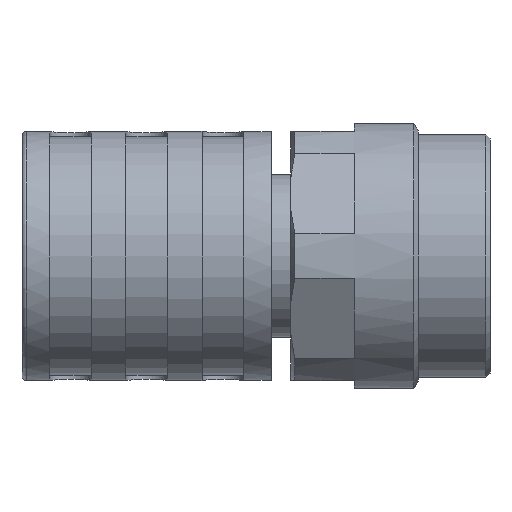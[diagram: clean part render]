
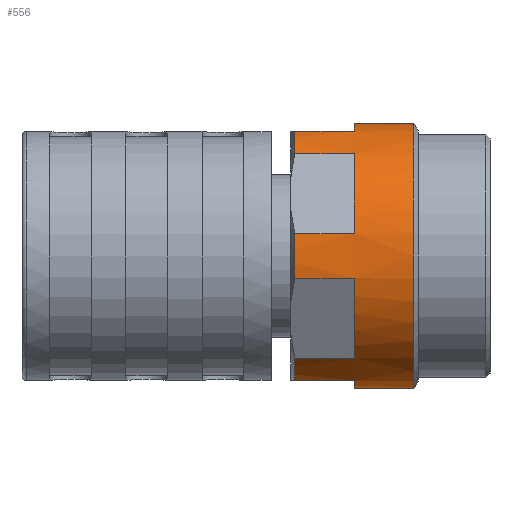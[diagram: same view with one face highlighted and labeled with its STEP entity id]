
A CAD part, front view. The second image highlights one B-rep face of the part: STEP entity #556.
In plain terms, the highlighted cylindrical face has radius 4.8 mm (diameter 9.6 mm), a full revolution.
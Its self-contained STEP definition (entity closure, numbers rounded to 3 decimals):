
#186=LINE('',#2810,#297);
#187=LINE('',#2815,#298);
#188=LINE('',#2819,#299);
#189=LINE('',#2823,#300);
#190=LINE('',#2827,#301);
#191=LINE('',#2831,#302);
#192=LINE('',#2835,#303);
#193=LINE('',#2839,#304);
#194=LINE('',#2843,#305);
#195=LINE('',#2847,#306);
#196=LINE('',#2851,#307);
#197=LINE('',#2855,#308);
#297=VECTOR('',#2245,1.);
#298=VECTOR('',#2248,1.);
#299=VECTOR('',#2251,1.);
#300=VECTOR('',#2254,1.);
#301=VECTOR('',#2257,1.);
#302=VECTOR('',#2260,1.);
#303=VECTOR('',#2263,1.);
#304=VECTOR('',#2266,1.);
#305=VECTOR('',#2269,1.);
#306=VECTOR('',#2272,1.);
#307=VECTOR('',#2275,1.);
#308=VECTOR('',#2278,1.);
#556=ADVANCED_FACE('',(#718,#719),#673,.T.);
#673=CYLINDRICAL_SURFACE('',#2019,4.8);
#718=FACE_BOUND('',#783,.T.);
#719=FACE_BOUND('',#784,.T.);
#783=EDGE_LOOP('',(#935));
#784=EDGE_LOOP('',(#936,#937,#938,#939,#940,#941,#942,#943,#944,#945,#946,
#947,#948,#949,#950,#951,#952,#953,#954,#955,#956,#957,#958,#959));
#935=ORIENTED_EDGE('',*,*,#1647,.T.);
#936=ORIENTED_EDGE('',*,*,#1648,.F.);
#937=ORIENTED_EDGE('',*,*,#1649,.T.);
#938=ORIENTED_EDGE('',*,*,#1650,.F.);
#939=ORIENTED_EDGE('',*,*,#1651,.T.);
#940=ORIENTED_EDGE('',*,*,#1652,.F.);
#941=ORIENTED_EDGE('',*,*,#1653,.T.);
#942=ORIENTED_EDGE('',*,*,#1654,.F.);
#943=ORIENTED_EDGE('',*,*,#1655,.T.);
#944=ORIENTED_EDGE('',*,*,#1656,.F.);
#945=ORIENTED_EDGE('',*,*,#1657,.T.);
#946=ORIENTED_EDGE('',*,*,#1658,.F.);
#947=ORIENTED_EDGE('',*,*,#1659,.T.);
#948=ORIENTED_EDGE('',*,*,#1660,.F.);
#949=ORIENTED_EDGE('',*,*,#1661,.T.);
#950=ORIENTED_EDGE('',*,*,#1662,.F.);
#951=ORIENTED_EDGE('',*,*,#1663,.T.);
#952=ORIENTED_EDGE('',*,*,#1664,.F.);
#953=ORIENTED_EDGE('',*,*,#1665,.T.);
#954=ORIENTED_EDGE('',*,*,#1666,.F.);
#955=ORIENTED_EDGE('',*,*,#1667,.T.);
#956=ORIENTED_EDGE('',*,*,#1668,.F.);
#957=ORIENTED_EDGE('',*,*,#1669,.T.);
#958=ORIENTED_EDGE('',*,*,#1670,.F.);
#959=ORIENTED_EDGE('',*,*,#1671,.T.);
#1464=VERTEX_POINT('',#2809);
#1465=VERTEX_POINT('',#2811);
#1466=VERTEX_POINT('',#2812);
#1467=VERTEX_POINT('',#2814);
#1468=VERTEX_POINT('',#2816);
#1469=VERTEX_POINT('',#2818);
#1470=VERTEX_POINT('',#2820);
#1471=VERTEX_POINT('',#2822);
#1472=VERTEX_POINT('',#2824);
#1473=VERTEX_POINT('',#2826);
#1474=VERTEX_POINT('',#2828);
#1475=VERTEX_POINT('',#2830);
#1476=VERTEX_POINT('',#2832);
#1477=VERTEX_POINT('',#2834);
#1478=VERTEX_POINT('',#2836);
#1479=VERTEX_POINT('',#2838);
#1480=VERTEX_POINT('',#2840);
#1481=VERTEX_POINT('',#2842);
#1482=VERTEX_POINT('',#2844);
#1483=VERTEX_POINT('',#2846);
#1484=VERTEX_POINT('',#2848);
#1485=VERTEX_POINT('',#2850);
#1486=VERTEX_POINT('',#2852);
#1487=VERTEX_POINT('',#2854);
#1488=VERTEX_POINT('',#2856);
#1647=EDGE_CURVE('',#1464,#1464,#1912,.T.);
#1648=EDGE_CURVE('',#1465,#1466,#186,.T.);
#1649=EDGE_CURVE('',#1465,#1467,#1913,.T.);
#1650=EDGE_CURVE('',#1468,#1467,#187,.T.);
#1651=EDGE_CURVE('',#1468,#1469,#1914,.T.);
#1652=EDGE_CURVE('',#1470,#1469,#188,.T.);
#1653=EDGE_CURVE('',#1470,#1471,#1915,.T.);
#1654=EDGE_CURVE('',#1472,#1471,#189,.T.);
#1655=EDGE_CURVE('',#1472,#1473,#1916,.T.);
#1656=EDGE_CURVE('',#1474,#1473,#190,.T.);
#1657=EDGE_CURVE('',#1474,#1475,#1917,.T.);
#1658=EDGE_CURVE('',#1476,#1475,#191,.T.);
#1659=EDGE_CURVE('',#1476,#1477,#1918,.T.);
#1660=EDGE_CURVE('',#1478,#1477,#192,.T.);
#1661=EDGE_CURVE('',#1478,#1479,#1919,.T.);
#1662=EDGE_CURVE('',#1480,#1479,#193,.T.);
#1663=EDGE_CURVE('',#1480,#1481,#1920,.T.);
#1664=EDGE_CURVE('',#1482,#1481,#194,.T.);
#1665=EDGE_CURVE('',#1482,#1483,#1921,.T.);
#1666=EDGE_CURVE('',#1484,#1483,#195,.T.);
#1667=EDGE_CURVE('',#1484,#1485,#1922,.T.);
#1668=EDGE_CURVE('',#1486,#1485,#196,.T.);
#1669=EDGE_CURVE('',#1486,#1487,#1923,.T.);
#1670=EDGE_CURVE('',#1488,#1487,#197,.T.);
#1671=EDGE_CURVE('',#1488,#1466,#1924,.T.);
#1912=CIRCLE('',#2006,4.8);
#1913=CIRCLE('',#2007,4.8);
#1914=CIRCLE('',#2008,4.8);
#1915=CIRCLE('',#2009,4.8);
#1916=CIRCLE('',#2010,4.8);
#1917=CIRCLE('',#2011,4.8);
#1918=CIRCLE('',#2012,4.8);
#1919=CIRCLE('',#2013,4.8);
#1920=CIRCLE('',#2014,4.8);
#1921=CIRCLE('',#2015,4.8);
#1922=CIRCLE('',#2016,4.8);
#1923=CIRCLE('',#2017,4.8);
#1924=CIRCLE('',#2018,4.8);
#2006=AXIS2_PLACEMENT_3D('',#2808,#2243,#2244);
#2007=AXIS2_PLACEMENT_3D('',#2813,#2246,#2247);
#2008=AXIS2_PLACEMENT_3D('',#2817,#2249,#2250);
#2009=AXIS2_PLACEMENT_3D('',#2821,#2252,#2253);
#2010=AXIS2_PLACEMENT_3D('',#2825,#2255,#2256);
#2011=AXIS2_PLACEMENT_3D('',#2829,#2258,#2259);
#2012=AXIS2_PLACEMENT_3D('',#2833,#2261,#2262);
#2013=AXIS2_PLACEMENT_3D('',#2837,#2264,#2265);
#2014=AXIS2_PLACEMENT_3D('',#2841,#2267,#2268);
#2015=AXIS2_PLACEMENT_3D('',#2845,#2270,#2271);
#2016=AXIS2_PLACEMENT_3D('',#2849,#2273,#2274);
#2017=AXIS2_PLACEMENT_3D('',#2853,#2276,#2277);
#2018=AXIS2_PLACEMENT_3D('',#2857,#2279,#2280);
#2019=AXIS2_PLACEMENT_3D('',#2858,#2281,#2282);
#2243=DIRECTION('',(-1.,0.,0.));
#2244=DIRECTION('',(0.,0.,1.));
#2245=DIRECTION('',(1.,0.,0.));
#2246=DIRECTION('',(1.,0.,0.));
#2247=DIRECTION('',(0.,0.,1.));
#2248=DIRECTION('',(-1.,0.,0.));
#2249=DIRECTION('',(1.,0.,0.));
#2250=DIRECTION('',(0.,0.,1.));
#2251=DIRECTION('',(1.,0.,0.));
#2252=DIRECTION('',(1.,0.,0.));
#2253=DIRECTION('',(0.,0.,1.));
#2254=DIRECTION('',(-1.,0.,0.));
#2255=DIRECTION('',(1.,0.,0.));
#2256=DIRECTION('',(0.,0.,1.));
#2257=DIRECTION('',(1.,0.,0.));
#2258=DIRECTION('',(1.,0.,0.));
#2259=DIRECTION('',(0.,0.,1.));
#2260=DIRECTION('',(-1.,0.,0.));
#2261=DIRECTION('',(1.,0.,0.));
#2262=DIRECTION('',(0.,0.,1.));
#2263=DIRECTION('',(1.,0.,0.));
#2264=DIRECTION('',(1.,0.,0.));
#2265=DIRECTION('',(0.,0.,1.));
#2266=DIRECTION('',(-1.,0.,0.));
#2267=DIRECTION('',(1.,0.,0.));
#2268=DIRECTION('',(0.,0.,1.));
#2269=DIRECTION('',(1.,0.,0.));
#2270=DIRECTION('',(1.,0.,0.));
#2271=DIRECTION('',(0.,0.,1.));
#2272=DIRECTION('',(-1.,0.,0.));
#2273=DIRECTION('',(1.,0.,0.));
#2274=DIRECTION('',(0.,0.,1.));
#2275=DIRECTION('',(1.,0.,0.));
#2276=DIRECTION('',(1.,0.,0.));
#2277=DIRECTION('',(0.,0.,1.));
#2278=DIRECTION('',(-1.,0.,0.));
#2279=DIRECTION('',(1.,0.,0.));
#2280=DIRECTION('',(0.,0.,1.));
#2281=DIRECTION('',(1.,0.,0.));
#2282=DIRECTION('',(0.,0.,1.));
#2808=CARTESIAN_POINT('',(89.55,20.65,3.95));
#2809=CARTESIAN_POINT('',(89.55,20.65,8.75));
#2810=CARTESIAN_POINT('',(117.1,17.588,0.253));
#2811=CARTESIAN_POINT('',(85.25,17.588,0.253));
#2812=CARTESIAN_POINT('',(87.4,17.588,0.253));
#2813=CARTESIAN_POINT('',(85.25,20.65,3.95));
#2814=CARTESIAN_POINT('',(85.25,18.98,-0.55));
#2815=CARTESIAN_POINT('',(117.1,18.98,-0.55));
#2816=CARTESIAN_POINT('',(87.4,18.98,-0.55));
#2817=CARTESIAN_POINT('',(87.4,20.65,3.95));
#2818=CARTESIAN_POINT('',(87.4,22.32,-0.55));
#2819=CARTESIAN_POINT('',(117.1,22.32,-0.55));
#2820=CARTESIAN_POINT('',(85.25,22.32,-0.55));
#2821=CARTESIAN_POINT('',(85.25,20.65,3.95));
#2822=CARTESIAN_POINT('',(85.25,23.712,0.253));
#2823=CARTESIAN_POINT('',(117.1,23.712,0.253));
#2824=CARTESIAN_POINT('',(87.4,23.712,0.253));
#2825=CARTESIAN_POINT('',(87.4,20.65,3.95));
#2826=CARTESIAN_POINT('',(87.4,25.382,3.147));
#2827=CARTESIAN_POINT('',(117.1,25.382,3.147));
#2828=CARTESIAN_POINT('',(85.25,25.382,3.147));
#2829=CARTESIAN_POINT('',(85.25,20.65,3.95));
#2830=CARTESIAN_POINT('',(85.25,25.382,4.753));
#2831=CARTESIAN_POINT('',(117.1,25.382,4.753));
#2832=CARTESIAN_POINT('',(87.4,25.382,4.753));
#2833=CARTESIAN_POINT('',(87.4,20.65,3.95));
#2834=CARTESIAN_POINT('',(87.4,23.712,7.647));
#2835=CARTESIAN_POINT('',(117.1,23.712,7.647));
#2836=CARTESIAN_POINT('',(85.25,23.712,7.647));
#2837=CARTESIAN_POINT('',(85.25,20.65,3.95));
#2838=CARTESIAN_POINT('',(85.25,22.32,8.45));
#2839=CARTESIAN_POINT('',(117.1,22.32,8.45));
#2840=CARTESIAN_POINT('',(87.4,22.32,8.45));
#2841=CARTESIAN_POINT('',(87.4,20.65,3.95));
#2842=CARTESIAN_POINT('',(87.4,18.98,8.45));
#2843=CARTESIAN_POINT('',(117.1,18.98,8.45));
#2844=CARTESIAN_POINT('',(85.25,18.98,8.45));
#2845=CARTESIAN_POINT('',(85.25,20.65,3.95));
#2846=CARTESIAN_POINT('',(85.25,17.588,7.647));
#2847=CARTESIAN_POINT('',(117.1,17.588,7.647));
#2848=CARTESIAN_POINT('',(87.4,17.588,7.647));
#2849=CARTESIAN_POINT('',(87.4,20.65,3.95));
#2850=CARTESIAN_POINT('',(87.4,15.918,4.753));
#2851=CARTESIAN_POINT('',(117.1,15.918,4.753));
#2852=CARTESIAN_POINT('',(85.25,15.918,4.753));
#2853=CARTESIAN_POINT('',(85.25,20.65,3.95));
#2854=CARTESIAN_POINT('',(85.25,15.918,3.147));
#2855=CARTESIAN_POINT('',(117.1,15.918,3.147));
#2856=CARTESIAN_POINT('',(87.4,15.918,3.147));
#2857=CARTESIAN_POINT('',(87.4,20.65,3.95));
#2858=CARTESIAN_POINT('',(117.1,20.65,3.95));
